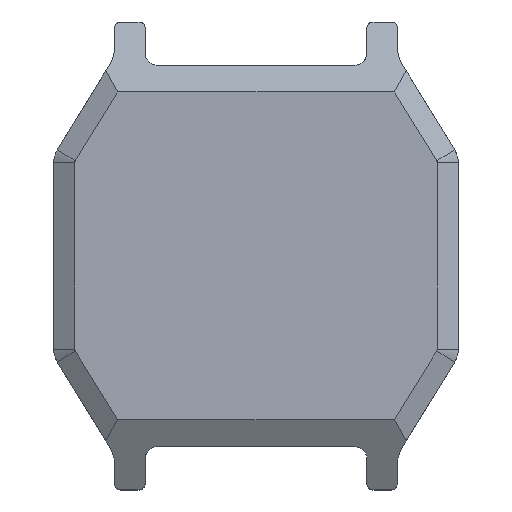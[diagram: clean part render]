
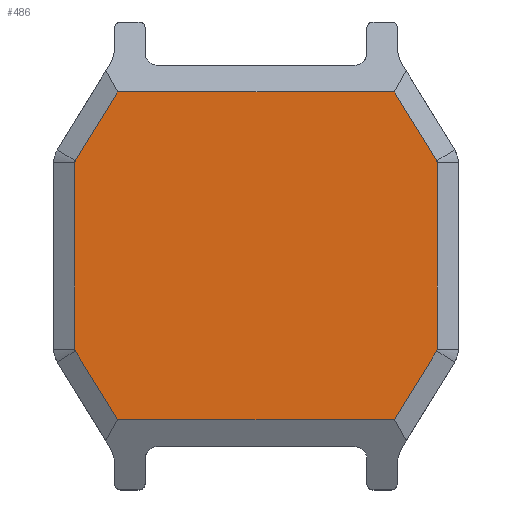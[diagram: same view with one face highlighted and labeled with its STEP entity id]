
A CAD part, top view. The second image highlights one B-rep face of the part: STEP entity #486.
In plain terms, the highlighted planar face has unit normal (0, 0, 1).
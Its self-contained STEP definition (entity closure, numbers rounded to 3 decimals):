
#70 = VERTEX_POINT('',#71);
#71 = CARTESIAN_POINT('',(11.359,-13.45,5.7));
#77 = EDGE_CURVE('',#78,#70,#80,.T.);
#78 = VERTEX_POINT('',#79);
#79 = CARTESIAN_POINT('',(-11.359,-13.45,5.7));
#80 = LINE('',#81,#82);
#81 = CARTESIAN_POINT('',(-11.359,-13.45,5.7));
#82 = VECTOR('',#83,1.);
#83 = DIRECTION('',(1.,0.,0.));
#324 = VERTEX_POINT('',#325);
#325 = CARTESIAN_POINT('',(-11.359,13.45,5.7));
#331 = EDGE_CURVE('',#324,#332,#334,.T.);
#332 = VERTEX_POINT('',#333);
#333 = CARTESIAN_POINT('',(11.359,13.45,5.7));
#334 = LINE('',#335,#336);
#335 = CARTESIAN_POINT('',(-11.359,13.45,5.7));
#336 = VECTOR('',#337,1.);
#337 = DIRECTION('',(1.,0.,0.));
#486 = ADVANCED_FACE('',(#487),#571,.T.);
#487 = FACE_BOUND('',#488,.T.);
#488 = EDGE_LOOP('',(#489,#497,#506,#514,#523,#529,#530,#538,#547,#555,
    #564,#570));
#489 = ORIENTED_EDGE('',*,*,#490,.T.);
#490 = EDGE_CURVE('',#70,#491,#493,.T.);
#491 = VERTEX_POINT('',#492);
#492 = CARTESIAN_POINT('',(14.83,-7.798,5.7));
#493 = LINE('',#494,#495);
#494 = CARTESIAN_POINT('',(11.359,-13.45,5.7));
#495 = VECTOR('',#496,1.);
#496 = DIRECTION('',(0.523,0.852,0.));
#497 = ORIENTED_EDGE('',*,*,#498,.T.);
#498 = EDGE_CURVE('',#491,#499,#501,.T.);
#499 = VERTEX_POINT('',#500);
#500 = CARTESIAN_POINT('',(14.87,-7.657,5.7));
#501 = B_SPLINE_CURVE_WITH_KNOTS('',3,(#502,#503,#504,#505),
  .UNSPECIFIED.,.F.,.F.,(4,4),(0.,0.),
  .PIECEWISE_BEZIER_KNOTS.);
#502 = CARTESIAN_POINT('',(14.83,-7.798,5.7));
#503 = CARTESIAN_POINT('',(14.856,-7.756,5.7));
#504 = CARTESIAN_POINT('',(14.87,-7.707,5.7));
#505 = CARTESIAN_POINT('',(14.87,-7.657,5.7));
#506 = ORIENTED_EDGE('',*,*,#507,.T.);
#507 = EDGE_CURVE('',#499,#508,#510,.T.);
#508 = VERTEX_POINT('',#509);
#509 = CARTESIAN_POINT('',(14.87,7.657,5.7));
#510 = LINE('',#511,#512);
#511 = CARTESIAN_POINT('',(14.87,-7.657,5.7));
#512 = VECTOR('',#513,1.);
#513 = DIRECTION('',(0.,1.,0.));
#514 = ORIENTED_EDGE('',*,*,#515,.T.);
#515 = EDGE_CURVE('',#508,#516,#518,.T.);
#516 = VERTEX_POINT('',#517);
#517 = CARTESIAN_POINT('',(14.83,7.798,5.7));
#518 = B_SPLINE_CURVE_WITH_KNOTS('',3,(#519,#520,#521,#522),
  .UNSPECIFIED.,.F.,.F.,(4,4),(0.,0.),
  .PIECEWISE_BEZIER_KNOTS.);
#519 = CARTESIAN_POINT('',(14.87,7.657,5.7));
#520 = CARTESIAN_POINT('',(14.87,7.707,5.7));
#521 = CARTESIAN_POINT('',(14.856,7.756,5.7));
#522 = CARTESIAN_POINT('',(14.83,7.798,5.7));
#523 = ORIENTED_EDGE('',*,*,#524,.T.);
#524 = EDGE_CURVE('',#516,#332,#525,.T.);
#525 = LINE('',#526,#527);
#526 = CARTESIAN_POINT('',(14.83,7.798,5.7));
#527 = VECTOR('',#528,1.);
#528 = DIRECTION('',(-0.523,0.852,0.));
#529 = ORIENTED_EDGE('',*,*,#331,.F.);
#530 = ORIENTED_EDGE('',*,*,#531,.T.);
#531 = EDGE_CURVE('',#324,#532,#534,.T.);
#532 = VERTEX_POINT('',#533);
#533 = CARTESIAN_POINT('',(-14.83,7.798,5.7));
#534 = LINE('',#535,#536);
#535 = CARTESIAN_POINT('',(-11.359,13.45,5.7));
#536 = VECTOR('',#537,1.);
#537 = DIRECTION('',(-0.523,-0.852,0.));
#538 = ORIENTED_EDGE('',*,*,#539,.T.);
#539 = EDGE_CURVE('',#532,#540,#542,.T.);
#540 = VERTEX_POINT('',#541);
#541 = CARTESIAN_POINT('',(-14.87,7.657,5.7));
#542 = B_SPLINE_CURVE_WITH_KNOTS('',3,(#543,#544,#545,#546),
  .UNSPECIFIED.,.F.,.F.,(4,4),(0.,0.),
  .PIECEWISE_BEZIER_KNOTS.);
#543 = CARTESIAN_POINT('',(-14.83,7.798,5.7));
#544 = CARTESIAN_POINT('',(-14.856,7.756,5.7));
#545 = CARTESIAN_POINT('',(-14.87,7.707,5.7));
#546 = CARTESIAN_POINT('',(-14.87,7.657,5.7));
#547 = ORIENTED_EDGE('',*,*,#548,.T.);
#548 = EDGE_CURVE('',#540,#549,#551,.T.);
#549 = VERTEX_POINT('',#550);
#550 = CARTESIAN_POINT('',(-14.87,-7.657,5.7));
#551 = LINE('',#552,#553);
#552 = CARTESIAN_POINT('',(-14.87,7.657,5.7));
#553 = VECTOR('',#554,1.);
#554 = DIRECTION('',(0.,-1.,0.));
#555 = ORIENTED_EDGE('',*,*,#556,.T.);
#556 = EDGE_CURVE('',#549,#557,#559,.T.);
#557 = VERTEX_POINT('',#558);
#558 = CARTESIAN_POINT('',(-14.83,-7.798,5.7));
#559 = B_SPLINE_CURVE_WITH_KNOTS('',3,(#560,#561,#562,#563),
  .UNSPECIFIED.,.F.,.F.,(4,4),(0.,0.),
  .PIECEWISE_BEZIER_KNOTS.);
#560 = CARTESIAN_POINT('',(-14.87,-7.657,5.7));
#561 = CARTESIAN_POINT('',(-14.87,-7.707,5.7));
#562 = CARTESIAN_POINT('',(-14.856,-7.756,5.7));
#563 = CARTESIAN_POINT('',(-14.83,-7.798,5.7));
#564 = ORIENTED_EDGE('',*,*,#565,.T.);
#565 = EDGE_CURVE('',#557,#78,#566,.T.);
#566 = LINE('',#567,#568);
#567 = CARTESIAN_POINT('',(-14.83,-7.798,5.7));
#568 = VECTOR('',#569,1.);
#569 = DIRECTION('',(0.523,-0.852,0.));
#570 = ORIENTED_EDGE('',*,*,#77,.T.);
#571 = PLANE('',#572);
#572 = AXIS2_PLACEMENT_3D('',#573,#574,#575);
#573 = CARTESIAN_POINT('',(0.,0.,5.7));
#574 = DIRECTION('',(0.,0.,1.));
#575 = DIRECTION('',(0.742,0.671,-0.));
